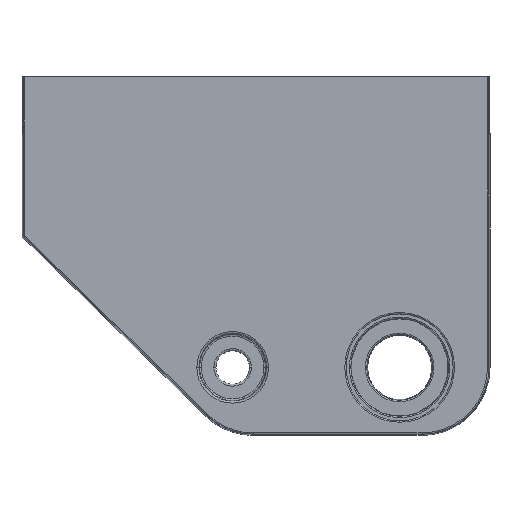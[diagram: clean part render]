
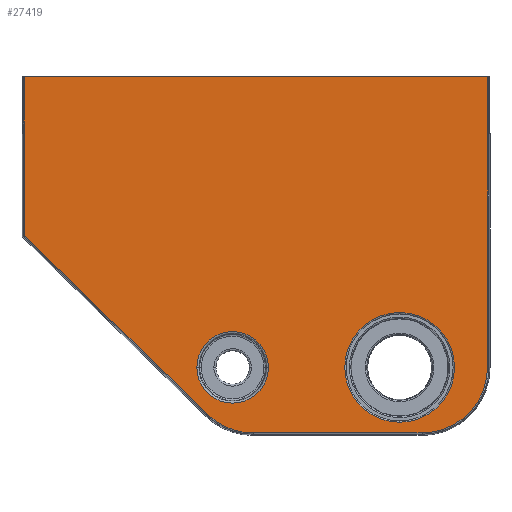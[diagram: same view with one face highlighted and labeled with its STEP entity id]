
A CAD part, top view. The second image highlights one B-rep face of the part: STEP entity #27419.
In plain terms, the highlighted planar face has unit normal (0, 0, 1).
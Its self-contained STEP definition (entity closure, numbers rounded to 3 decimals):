
#409 = CARTESIAN_POINT ( 'NONE',  ( 25., -19.811, 10. ) ) ;
#1138 = CIRCLE ( 'NONE', #26292, 8.211 ) ;
#1154 = DIRECTION ( 'NONE',  ( 0., 0., -1. ) ) ;
#1575 = DIRECTION ( 'NONE',  ( 1., 0., 0. ) ) ;
#1771 = VERTEX_POINT ( 'NONE', #14655 ) ;
#1783 = EDGE_CURVE ( 'NONE', #22236, #22431, #27593, .T. ) ;
#2054 = EDGE_CURVE ( 'NONE', #30594, #18379, #8820, .T. ) ;
#2061 = ORIENTED_EDGE ( 'NONE', *, *, #1783, .T. ) ;
#2178 = DIRECTION ( 'NONE',  ( 0., -1., 0. ) ) ;
#2433 = EDGE_CURVE ( 'NONE', #24800, #33550, #22920, .T. ) ;
#3736 = DIRECTION ( 'NONE',  ( 0., -1., 0. ) ) ;
#3946 = EDGE_LOOP ( 'NONE', ( #23567, #16215 ) ) ;
#4375 = DIRECTION ( 'NONE',  ( 1., 0., 0. ) ) ;
#4793 = CARTESIAN_POINT ( 'NONE',  ( 0., 31.9, 10. ) ) ;
#6311 = CIRCLE ( 'NONE', #9035, 5.356 ) ;
#7540 = VECTOR ( 'NONE', #22565, 1000. ) ;
#7550 = DIRECTION ( 'NONE',  ( 0., -1., 0. ) ) ;
#7694 = CARTESIAN_POINT ( 'NONE',  ( -31.153, 0., 10. ) ) ;
#8048 = DIRECTION ( 'NONE',  ( -1., 0., 0. ) ) ;
#8267 = EDGE_CURVE ( 'NONE', #26741, #33202, #22930, .T. ) ;
#8797 = CARTESIAN_POINT ( 'NONE',  ( -5.356, -11.6, 10. ) ) ;
#8820 = CIRCLE ( 'NONE', #25468, 8.211 ) ;
#9035 = AXIS2_PLACEMENT_3D ( 'NONE', #20176, #1154, #13948 ) ;
#9293 = EDGE_CURVE ( 'NONE', #18379, #30594, #1138, .T. ) ;
#10357 = VECTOR ( 'NONE', #1575, 1000. ) ;
#10455 = CARTESIAN_POINT ( 'NONE',  ( 0., -11.6, 10. ) ) ;
#10480 = FACE_OUTER_BOUND ( 'NONE', #37268, .T. ) ;
#10587 = DIRECTION ( 'NONE',  ( 0., 0., -1. ) ) ;
#11220 = CARTESIAN_POINT ( 'NONE',  ( 0., 0., 10. ) ) ;
#12149 = EDGE_LOOP ( 'NONE', ( #16944, #31241 ) ) ;
#12454 = ORIENTED_EDGE ( 'NONE', *, *, #30219, .T. ) ;
#13948 = DIRECTION ( 'NONE',  ( 1., 0., 0. ) ) ;
#14034 = VECTOR ( 'NONE', #26656, 1000. ) ;
#14293 = DIRECTION ( 'NONE',  ( 0., 0., 1. ) ) ;
#14655 = CARTESIAN_POINT ( 'NONE',  ( -3.777, -18.614, 10. ) ) ;
#15341 = DIRECTION ( 'NONE',  ( 1., 0., 0. ) ) ;
#15450 = AXIS2_PLACEMENT_3D ( 'NONE', #37782, #31967, #15341 ) ;
#16215 = ORIENTED_EDGE ( 'NONE', *, *, #40857, .T. ) ;
#16501 = CIRCLE ( 'NONE', #15450, 9.803 ) ;
#16569 = CARTESIAN_POINT ( 'NONE',  ( 25., -11.6, 10. ) ) ;
#16938 = ORIENTED_EDGE ( 'NONE', *, *, #38104, .T. ) ;
#16944 = ORIENTED_EDGE ( 'NONE', *, *, #9293, .T. ) ;
#17471 = CARTESIAN_POINT ( 'NONE',  ( -31.153, 31.9, 10. ) ) ;
#17767 = ORIENTED_EDGE ( 'NONE', *, *, #31073, .T. ) ;
#18379 = VERTEX_POINT ( 'NONE', #409 ) ;
#18455 = VECTOR ( 'NONE', #7550, 1000. ) ;
#19480 = CARTESIAN_POINT ( 'NONE',  ( 28.35, -11.6, 10. ) ) ;
#19508 = FACE_BOUND ( 'NONE', #12149, .T. ) ;
#19601 = LINE ( 'NONE', #40388, #7540 ) ;
#20062 = EDGE_CURVE ( 'NONE', #20127, #1771, #19601, .T. ) ;
#20127 = VERTEX_POINT ( 'NONE', #33507 ) ;
#20176 = CARTESIAN_POINT ( 'NONE',  ( 0., -11.6, 10. ) ) ;
#21474 = CARTESIAN_POINT ( 'NONE',  ( 25., -11.6, 10. ) ) ;
#21573 = CARTESIAN_POINT ( 'NONE',  ( 38.153, -11.6, 10. ) ) ;
#21663 = EDGE_CURVE ( 'NONE', #33550, #20127, #40383, .T. ) ;
#21750 = CARTESIAN_POINT ( 'NONE',  ( 38.153, 31.9, 10. ) ) ;
#22236 = VERTEX_POINT ( 'NONE', #33467 ) ;
#22431 = VERTEX_POINT ( 'NONE', #34033 ) ;
#22509 = VERTEX_POINT ( 'NONE', #21573 ) ;
#22565 = DIRECTION ( 'NONE',  ( 0.715, -0.699, 0. ) ) ;
#22920 = LINE ( 'NONE', #4793, #31123 ) ;
#22930 = CIRCLE ( 'NONE', #41259, 5.356 ) ;
#23356 = CARTESIAN_POINT ( 'NONE',  ( 38.153, 0., 10. ) ) ;
#23567 = ORIENTED_EDGE ( 'NONE', *, *, #8267, .T. ) ;
#24379 = AXIS2_PLACEMENT_3D ( 'NONE', #19480, #25672, #35647 ) ;
#24800 = VERTEX_POINT ( 'NONE', #21750 ) ;
#25468 = AXIS2_PLACEMENT_3D ( 'NONE', #21474, #31777, #2178 ) ;
#25672 = DIRECTION ( 'NONE',  ( 0., 0., 1. ) ) ;
#26292 = AXIS2_PLACEMENT_3D ( 'NONE', #16569, #39733, #3736 ) ;
#26656 = DIRECTION ( 'NONE',  ( 0., 1., 0. ) ) ;
#26741 = VERTEX_POINT ( 'NONE', #30440 ) ;
#27419 = ADVANCED_FACE ( 'NONE', ( #33833, #19508, #10480 ), #33814, .T. ) ;
#27593 = LINE ( 'NONE', #37399, #10357 ) ;
#29432 = ORIENTED_EDGE ( 'NONE', *, *, #21663, .T. ) ;
#30219 = EDGE_CURVE ( 'NONE', #22509, #24800, #31374, .T. ) ;
#30440 = CARTESIAN_POINT ( 'NONE',  ( 5.356, -11.6, 10. ) ) ;
#30594 = VERTEX_POINT ( 'NONE', #32449 ) ;
#31073 = EDGE_CURVE ( 'NONE', #1771, #22236, #16501, .T. ) ;
#31123 = VECTOR ( 'NONE', #8048, 1000. ) ;
#31241 = ORIENTED_EDGE ( 'NONE', *, *, #2054, .T. ) ;
#31374 = LINE ( 'NONE', #23356, #14034 ) ;
#31777 = DIRECTION ( 'NONE',  ( 0., 0., -1. ) ) ;
#31967 = DIRECTION ( 'NONE',  ( 0., 0., 1. ) ) ;
#32449 = CARTESIAN_POINT ( 'NONE',  ( 25., -3.389, 10. ) ) ;
#32543 = ORIENTED_EDGE ( 'NONE', *, *, #2433, .T. ) ;
#33202 = VERTEX_POINT ( 'NONE', #8797 ) ;
#33467 = CARTESIAN_POINT ( 'NONE',  ( 3.073, -21.403, 10. ) ) ;
#33507 = CARTESIAN_POINT ( 'NONE',  ( -31.153, 8.119, 10. ) ) ;
#33550 = VERTEX_POINT ( 'NONE', #17471 ) ;
#33814 = PLANE ( 'NONE',  #37327 ) ;
#33833 = FACE_BOUND ( 'NONE', #3946, .T. ) ;
#34033 = CARTESIAN_POINT ( 'NONE',  ( 28.35, -21.403, 10. ) ) ;
#35230 = ORIENTED_EDGE ( 'NONE', *, *, #20062, .T. ) ;
#35647 = DIRECTION ( 'NONE',  ( 1., 0., 0. ) ) ;
#37048 = DIRECTION ( 'NONE',  ( 1., 0., 0. ) ) ;
#37268 = EDGE_LOOP ( 'NONE', ( #29432, #35230, #17767, #2061, #16938, #12454, #32543 ) ) ;
#37327 = AXIS2_PLACEMENT_3D ( 'NONE', #11220, #14293, #37048 ) ;
#37399 = CARTESIAN_POINT ( 'NONE',  ( 0., -21.403, 10. ) ) ;
#37782 = CARTESIAN_POINT ( 'NONE',  ( 3.073, -11.6, 10. ) ) ;
#38104 = EDGE_CURVE ( 'NONE', #22431, #22509, #40574, .T. ) ;
#39733 = DIRECTION ( 'NONE',  ( 0., 0., -1. ) ) ;
#40383 = LINE ( 'NONE', #7694, #18455 ) ;
#40388 = CARTESIAN_POINT ( 'NONE',  ( -31.153, 8.119, 10. ) ) ;
#40574 = CIRCLE ( 'NONE', #24379, 9.803 ) ;
#40857 = EDGE_CURVE ( 'NONE', #33202, #26741, #6311, .T. ) ;
#41259 = AXIS2_PLACEMENT_3D ( 'NONE', #10455, #10587, #4375 ) ;
